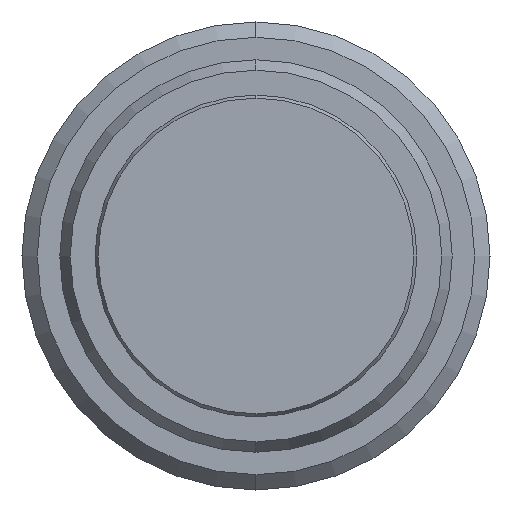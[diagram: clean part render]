
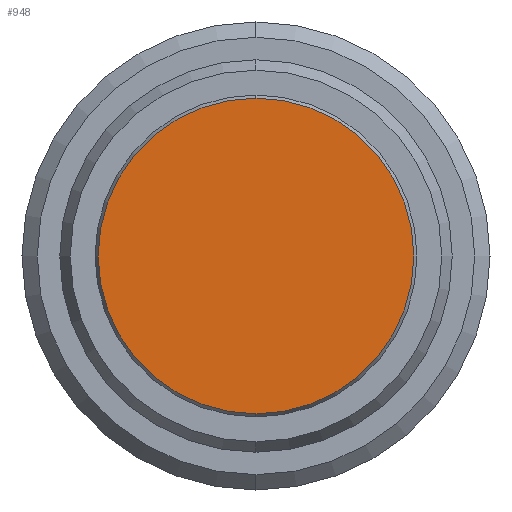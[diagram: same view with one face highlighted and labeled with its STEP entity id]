
A CAD part, front view. The second image highlights one B-rep face of the part: STEP entity #948.
In plain terms, the highlighted planar face has unit normal (0, -1, 0).
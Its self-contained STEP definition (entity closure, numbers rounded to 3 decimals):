
#74 = VERTEX_POINT ( 'NONE', #538 ) ;
#125 = VERTEX_POINT ( 'NONE', #1246 ) ;
#179 = PLANE ( 'NONE',  #2112 ) ;
#538 = CARTESIAN_POINT ( 'NONE',  ( 0., 1., 8.77 ) ) ;
#585 = ORIENTED_EDGE ( 'NONE', *, *, #1606, .T. ) ;
#873 = CARTESIAN_POINT ( 'NONE',  ( 0., 1., 0. ) ) ;
#896 = CIRCLE ( 'NONE', #2725, 8.77 ) ;
#948 = ADVANCED_FACE ( 'NONE', ( #2382 ), #179, .T. ) ;
#1099 = DIRECTION ( 'NONE',  ( 0., 0., -1. ) ) ;
#1105 = DIRECTION ( 'NONE',  ( 0., 0., -1. ) ) ;
#1137 = EDGE_LOOP ( 'NONE', ( #585, #1951 ) ) ;
#1192 = AXIS2_PLACEMENT_3D ( 'NONE', #2680, #1272, #2924 ) ;
#1246 = CARTESIAN_POINT ( 'NONE',  ( 0., 1., -8.77 ) ) ;
#1272 = DIRECTION ( 'NONE',  ( 0., -1., 0. ) ) ;
#1606 = EDGE_CURVE ( 'NONE', #74, #125, #896, .T. ) ;
#1930 = CIRCLE ( 'NONE', #1192, 8.77 ) ;
#1951 = ORIENTED_EDGE ( 'NONE', *, *, #2638, .T. ) ;
#2112 = AXIS2_PLACEMENT_3D ( 'NONE', #2281, #2519, #1105 ) ;
#2281 = CARTESIAN_POINT ( 'NONE',  ( 0., 1., 0. ) ) ;
#2382 = FACE_OUTER_BOUND ( 'NONE', #1137, .T. ) ;
#2514 = DIRECTION ( 'NONE',  ( 0., -1., 0. ) ) ;
#2519 = DIRECTION ( 'NONE',  ( 0., -1., 0. ) ) ;
#2638 = EDGE_CURVE ( 'NONE', #125, #74, #1930, .T. ) ;
#2680 = CARTESIAN_POINT ( 'NONE',  ( 0., 1., 0. ) ) ;
#2725 = AXIS2_PLACEMENT_3D ( 'NONE', #873, #2514, #1099 ) ;
#2924 = DIRECTION ( 'NONE',  ( 0., 0., -1. ) ) ;
